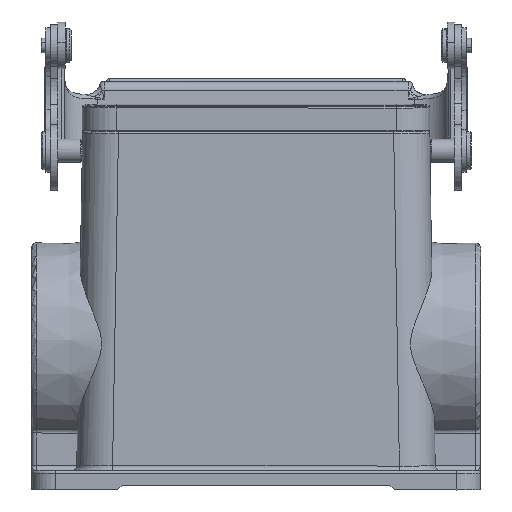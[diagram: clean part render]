
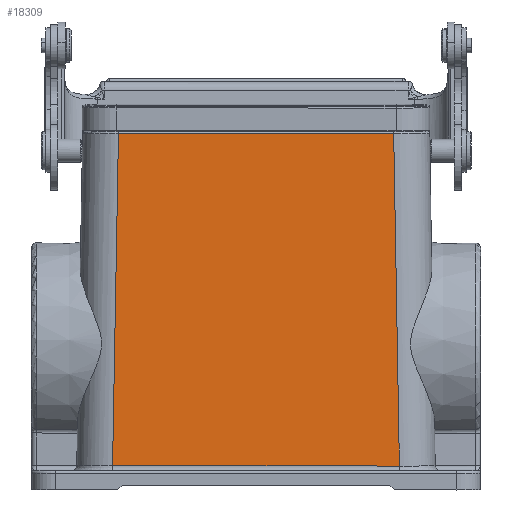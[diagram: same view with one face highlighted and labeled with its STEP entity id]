
A CAD part, top view. The second image highlights one B-rep face of the part: STEP entity #18309.
In plain terms, the highlighted planar face has unit normal (0, 0.009, 1).
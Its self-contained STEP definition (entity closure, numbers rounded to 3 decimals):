
#2120=DIRECTION('',(0.017,-1.,0.009));
#2121=VECTOR('',#2120,69.547);
#2122=CARTESIAN_POINT('',(75.819,51.278,0.004));
#2123=LINE('',#2122,#2121);
#2124=DIRECTION('',(0.018,1.,-0.009));
#2125=VECTOR('',#2124,69.547);
#2126=CARTESIAN_POINT('',(16.964,-18.238,
0.611));
#2127=LINE('',#2126,#2125);
#4805=DIRECTION('',(-1.,0.,0.));
#4806=VECTOR('',#4805,57.619);
#4807=CARTESIAN_POINT('',(75.819,51.278,0.004));
#4808=LINE('',#4807,#4806);
#5457=DIRECTION('',(1.,0.,0.));
#5458=VECTOR('',#5457,60.047);
#5459=CARTESIAN_POINT('',(16.964,-18.238,
0.611));
#5460=LINE('',#5459,#5458);
#13914=CARTESIAN_POINT('',(16.964,-18.238,
0.611));
#13915=CARTESIAN_POINT('',(18.199,51.295,
0.004));
#13916=VERTEX_POINT('',#13914);
#13917=VERTEX_POINT('',#13915);
#13921=CARTESIAN_POINT('',(75.819,51.278,
0.004));
#13922=CARTESIAN_POINT('',(77.011,-18.257,
0.611));
#13923=VERTEX_POINT('',#13921);
#13924=VERTEX_POINT('',#13922);
#18295=CARTESIAN_POINT('',(46.998,16.519,
0.308));
#18296=DIRECTION('',(0.,0.009,1.));
#18297=DIRECTION('',(0.,-1.,0.009));
#18298=AXIS2_PLACEMENT_3D('',#18295,#18296,#18297);
#18299=PLANE('',#18298);
#18301=ORIENTED_EDGE('',*,*,#18300,.T.);
#18303=ORIENTED_EDGE('',*,*,#18302,.F.);
#18304=ORIENTED_EDGE('',*,*,#18281,.T.);
#18306=ORIENTED_EDGE('',*,*,#18305,.F.);
#18307=EDGE_LOOP('',(#18301,#18303,#18304,#18306));
#18308=FACE_OUTER_BOUND('',#18307,.F.);
#18281=EDGE_CURVE('',#13916,#13917,#2127,.T.);
#18300=EDGE_CURVE('',#13923,#13924,#2123,.T.);
#18302=EDGE_CURVE('',#13916,#13924,#5460,.T.);
#18305=EDGE_CURVE('',#13923,#13917,#4808,.T.);
#18309=ADVANCED_FACE('',(#18308),#18299,.T.);
